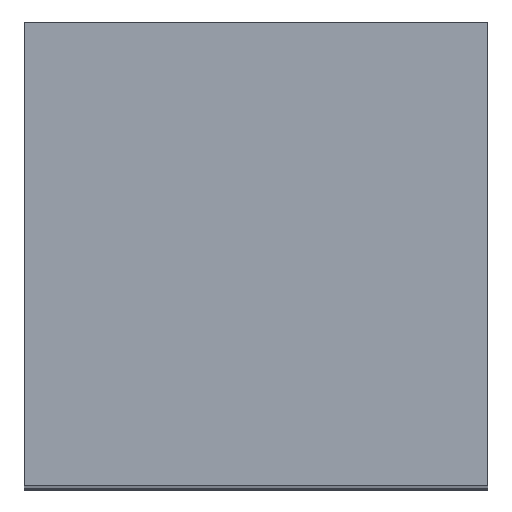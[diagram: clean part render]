
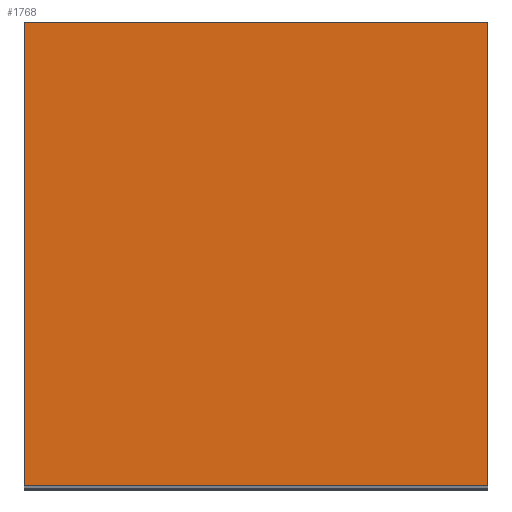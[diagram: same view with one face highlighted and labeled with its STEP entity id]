
A CAD part, top view. The second image highlights one B-rep face of the part: STEP entity #1768.
In plain terms, the highlighted planar face has unit normal (0, 0, 1).
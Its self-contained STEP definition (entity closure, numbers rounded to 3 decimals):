
#1454 = VERTEX_POINT('',#1455);
#1455 = CARTESIAN_POINT('',(0.,0.,25.));
#1462 = PLANE('',#1463);
#1463 = AXIS2_PLACEMENT_3D('',#1464,#1465,#1466);
#1464 = CARTESIAN_POINT('',(0.,0.,0.));
#1465 = DIRECTION('',(1.,0.,0.));
#1466 = DIRECTION('',(0.,0.,1.));
#1474 = PLANE('',#1475);
#1475 = AXIS2_PLACEMENT_3D('',#1476,#1477,#1478);
#1476 = CARTESIAN_POINT('',(0.,0.,0.));
#1477 = DIRECTION('',(0.,1.,0.));
#1478 = DIRECTION('',(0.,0.,1.));
#1515 = VERTEX_POINT('',#1516);
#1516 = CARTESIAN_POINT('',(0.,25.,25.));
#1530 = PLANE('',#1531);
#1531 = AXIS2_PLACEMENT_3D('',#1532,#1533,#1534);
#1532 = CARTESIAN_POINT('',(0.,25.,0.));
#1533 = DIRECTION('',(0.,1.,0.));
#1534 = DIRECTION('',(0.,0.,1.));
#1542 = EDGE_CURVE('',#1454,#1515,#1543,.T.);
#1543 = SURFACE_CURVE('',#1544,(#1548,#1555),.PCURVE_S1.);
#1544 = LINE('',#1545,#1546);
#1545 = CARTESIAN_POINT('',(0.,0.,25.));
#1546 = VECTOR('',#1547,1.);
#1547 = DIRECTION('',(0.,1.,0.));
#1548 = PCURVE('',#1462,#1549);
#1549 = DEFINITIONAL_REPRESENTATION('',(#1550),#1554);
#1550 = LINE('',#1551,#1552);
#1551 = CARTESIAN_POINT('',(25.,0.));
#1552 = VECTOR('',#1553,1.);
#1553 = DIRECTION('',(0.,-1.));
#1554 = ( GEOMETRIC_REPRESENTATION_CONTEXT(2) 
PARAMETRIC_REPRESENTATION_CONTEXT() REPRESENTATION_CONTEXT('2D SPACE',''
  ) );
#1555 = PCURVE('',#1556,#1561);
#1556 = PLANE('',#1557);
#1557 = AXIS2_PLACEMENT_3D('',#1558,#1559,#1560);
#1558 = CARTESIAN_POINT('',(0.,0.,25.));
#1559 = DIRECTION('',(0.,0.,1.));
#1560 = DIRECTION('',(1.,0.,0.));
#1561 = DEFINITIONAL_REPRESENTATION('',(#1562),#1566);
#1562 = LINE('',#1563,#1564);
#1563 = CARTESIAN_POINT('',(0.,0.));
#1564 = VECTOR('',#1565,1.);
#1565 = DIRECTION('',(0.,1.));
#1566 = ( GEOMETRIC_REPRESENTATION_CONTEXT(2) 
PARAMETRIC_REPRESENTATION_CONTEXT() REPRESENTATION_CONTEXT('2D SPACE',''
  ) );
#1574 = VERTEX_POINT('',#1575);
#1575 = CARTESIAN_POINT('',(25.,0.,25.));
#1582 = PLANE('',#1583);
#1583 = AXIS2_PLACEMENT_3D('',#1584,#1585,#1586);
#1584 = CARTESIAN_POINT('',(25.,0.,0.));
#1585 = DIRECTION('',(1.,0.,0.));
#1586 = DIRECTION('',(0.,0.,1.));
#1625 = VERTEX_POINT('',#1626);
#1626 = CARTESIAN_POINT('',(25.,25.,25.));
#1647 = EDGE_CURVE('',#1574,#1625,#1648,.T.);
#1648 = SURFACE_CURVE('',#1649,(#1653,#1660),.PCURVE_S1.);
#1649 = LINE('',#1650,#1651);
#1650 = CARTESIAN_POINT('',(25.,0.,25.));
#1651 = VECTOR('',#1652,1.);
#1652 = DIRECTION('',(0.,1.,0.));
#1653 = PCURVE('',#1582,#1654);
#1654 = DEFINITIONAL_REPRESENTATION('',(#1655),#1659);
#1655 = LINE('',#1656,#1657);
#1656 = CARTESIAN_POINT('',(25.,0.));
#1657 = VECTOR('',#1658,1.);
#1658 = DIRECTION('',(0.,-1.));
#1659 = ( GEOMETRIC_REPRESENTATION_CONTEXT(2) 
PARAMETRIC_REPRESENTATION_CONTEXT() REPRESENTATION_CONTEXT('2D SPACE',''
  ) );
#1660 = PCURVE('',#1556,#1661);
#1661 = DEFINITIONAL_REPRESENTATION('',(#1662),#1666);
#1662 = LINE('',#1663,#1664);
#1663 = CARTESIAN_POINT('',(25.,0.));
#1664 = VECTOR('',#1665,1.);
#1665 = DIRECTION('',(0.,1.));
#1666 = ( GEOMETRIC_REPRESENTATION_CONTEXT(2) 
PARAMETRIC_REPRESENTATION_CONTEXT() REPRESENTATION_CONTEXT('2D SPACE',''
  ) );
#1693 = EDGE_CURVE('',#1454,#1574,#1694,.T.);
#1694 = SURFACE_CURVE('',#1695,(#1699,#1706),.PCURVE_S1.);
#1695 = LINE('',#1696,#1697);
#1696 = CARTESIAN_POINT('',(0.,0.,25.));
#1697 = VECTOR('',#1698,1.);
#1698 = DIRECTION('',(1.,0.,0.));
#1699 = PCURVE('',#1474,#1700);
#1700 = DEFINITIONAL_REPRESENTATION('',(#1701),#1705);
#1701 = LINE('',#1702,#1703);
#1702 = CARTESIAN_POINT('',(25.,0.));
#1703 = VECTOR('',#1704,1.);
#1704 = DIRECTION('',(0.,1.));
#1705 = ( GEOMETRIC_REPRESENTATION_CONTEXT(2) 
PARAMETRIC_REPRESENTATION_CONTEXT() REPRESENTATION_CONTEXT('2D SPACE',''
  ) );
#1706 = PCURVE('',#1556,#1707);
#1707 = DEFINITIONAL_REPRESENTATION('',(#1708),#1712);
#1708 = LINE('',#1709,#1710);
#1709 = CARTESIAN_POINT('',(0.,0.));
#1710 = VECTOR('',#1711,1.);
#1711 = DIRECTION('',(1.,0.));
#1712 = ( GEOMETRIC_REPRESENTATION_CONTEXT(2) 
PARAMETRIC_REPRESENTATION_CONTEXT() REPRESENTATION_CONTEXT('2D SPACE',''
  ) );
#1740 = EDGE_CURVE('',#1515,#1625,#1741,.T.);
#1741 = SURFACE_CURVE('',#1742,(#1746,#1753),.PCURVE_S1.);
#1742 = LINE('',#1743,#1744);
#1743 = CARTESIAN_POINT('',(0.,25.,25.));
#1744 = VECTOR('',#1745,1.);
#1745 = DIRECTION('',(1.,0.,0.));
#1746 = PCURVE('',#1530,#1747);
#1747 = DEFINITIONAL_REPRESENTATION('',(#1748),#1752);
#1748 = LINE('',#1749,#1750);
#1749 = CARTESIAN_POINT('',(25.,0.));
#1750 = VECTOR('',#1751,1.);
#1751 = DIRECTION('',(0.,1.));
#1752 = ( GEOMETRIC_REPRESENTATION_CONTEXT(2) 
PARAMETRIC_REPRESENTATION_CONTEXT() REPRESENTATION_CONTEXT('2D SPACE',''
  ) );
#1753 = PCURVE('',#1556,#1754);
#1754 = DEFINITIONAL_REPRESENTATION('',(#1755),#1759);
#1755 = LINE('',#1756,#1757);
#1756 = CARTESIAN_POINT('',(0.,25.));
#1757 = VECTOR('',#1758,1.);
#1758 = DIRECTION('',(1.,0.));
#1759 = ( GEOMETRIC_REPRESENTATION_CONTEXT(2) 
PARAMETRIC_REPRESENTATION_CONTEXT() REPRESENTATION_CONTEXT('2D SPACE',''
  ) );
#1768 = ADVANCED_FACE('',(#1769),#1556,.T.);
#1769 = FACE_BOUND('',#1770,.T.);
#1770 = EDGE_LOOP('',(#1771,#1772,#1773,#1774));
#1771 = ORIENTED_EDGE('',*,*,#1542,.F.);
#1772 = ORIENTED_EDGE('',*,*,#1693,.T.);
#1773 = ORIENTED_EDGE('',*,*,#1647,.T.);
#1774 = ORIENTED_EDGE('',*,*,#1740,.F.);
